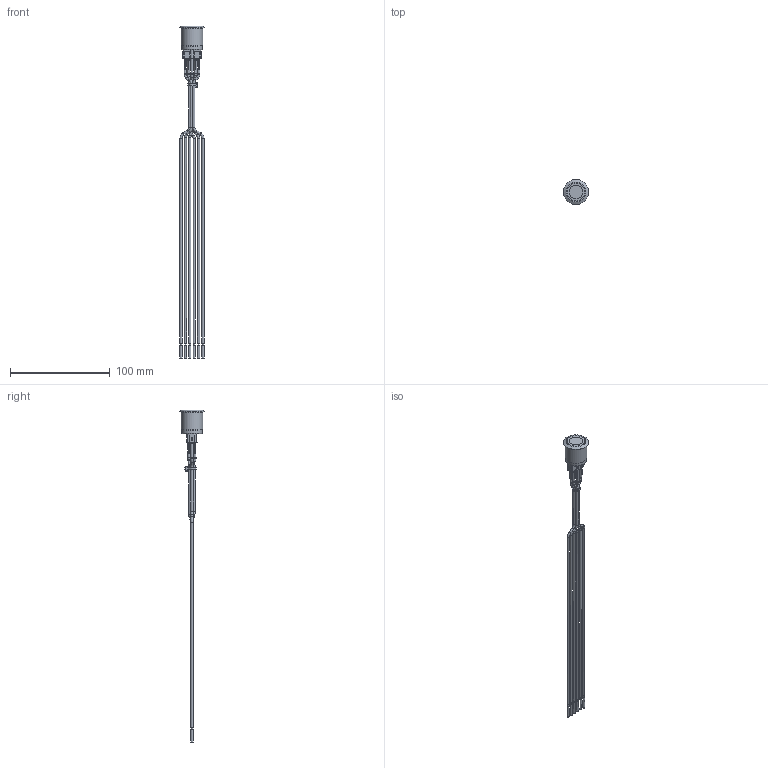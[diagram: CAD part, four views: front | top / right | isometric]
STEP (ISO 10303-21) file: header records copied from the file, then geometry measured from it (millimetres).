
FILE_DESCRIPTION(/* description */ ('','CAx-IF Rec.Pracs.---Representation and Presentation of Product Manufacturing Information (PMI)---4.0---2014-10-13'),/* implementation_level */ '2;1');
FILE_NAME(/* name */ 'PV7FWT0xx-3xx.stp',/* time_stamp */ '2019-06-12T09:01:22-05:00',/* author */ ('mroman'),/* organization */ (''),/* preprocessor_version */ 'ST-DEVELOPER v17',/* originating_system */ 'Autodesk Inventor 2018',/* authorisation */ '');
FILE_SCHEMA (('AP242_MANAGED_MODEL_BASED_3D_ENGINEERING_MIM_LF { 1 0 10303 442 1 1 4 }'));
Length unit declared in the file: millimetre
Products named in the file (1): PV7FWT0xx-3xx
Bounding box: 25 x 25 x 332.5 mm (x, y, z)
Volume: 17007.6 mm3; surface area: 16437.8 mm2
Topology: 1 solids, 5 shells, 453 faces, 1173 edges, 728 vertices
Faces by surface type: plane 253, cylinder 128, torus 50, cone 10, sphere 8, bspline 4
Full cylindrical faces by diameter (mm): 1.5 x6, 1.85 x1, 2.2 x30, 2.4 x6, 13.5 x2, 20.8 x2, 21.8 x1, 25 x1
Entity records: 14828 total; most frequent: CARTESIAN_POINT 3283, DIRECTION 2519, ORIENTED_EDGE 2352, EDGE_CURVE 1176, AXIS2_PLACEMENT_3D 909, VERTEX_POINT 728, LINE 709, VECTOR 709
